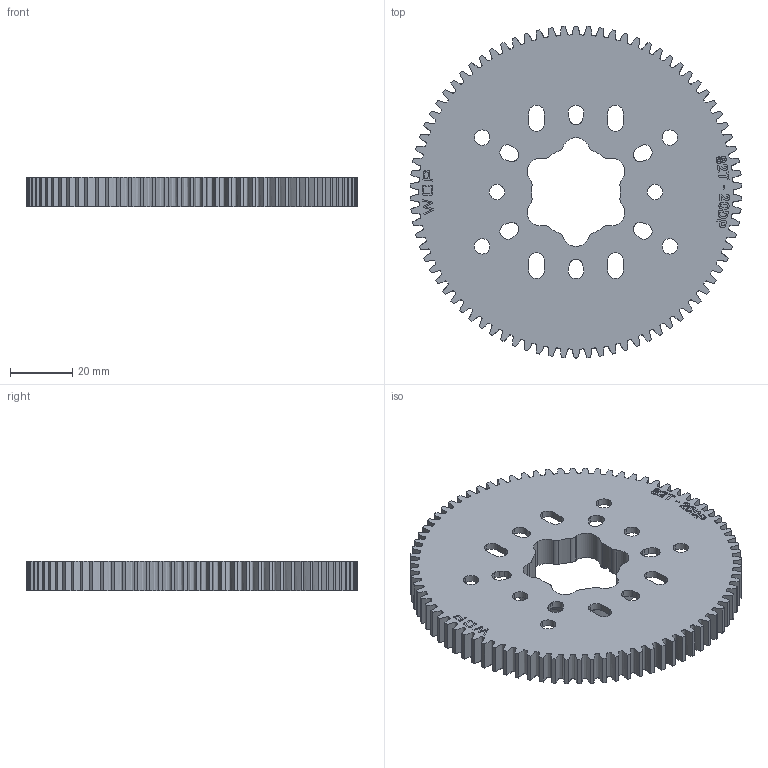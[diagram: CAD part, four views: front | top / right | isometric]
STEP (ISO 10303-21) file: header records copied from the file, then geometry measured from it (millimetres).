
FILE_DESCRIPTION (( 'STEP AP214' ), '1' );
FILE_NAME ('WCP-1106 Rev1.step', '2024-01-18T01:28:24', ( '' ), ( '' ), 'SwSTEP 2.0', 'SolidWorks 2022', '' );
FILE_SCHEMA (( 'AUTOMOTIVE_DESIGN' ));
Length unit declared in the file: inch
Products named in the file (1): WCP-1106 Rev1
Bounding box: 106.64 x 106.68 x 9.53 mm (x, y, z)
Volume: 30570.6 mm3; surface area: 25176.5 mm2
Topology: 1 solids, 1 shells, 421 faces, 1221 edges, 814 vertices
Faces by surface type: cylinder 161, bspline 132, plane 124, torus 4
Entity records: 40837 total; most frequent: CARTESIAN_POINT 30200, ORIENTED_EDGE 2442, DIRECTION 1879, EDGE_CURVE 1221, VERTEX_POINT 814, AXIS2_PLACEMENT_3D 639, LINE 601, VECTOR 601
